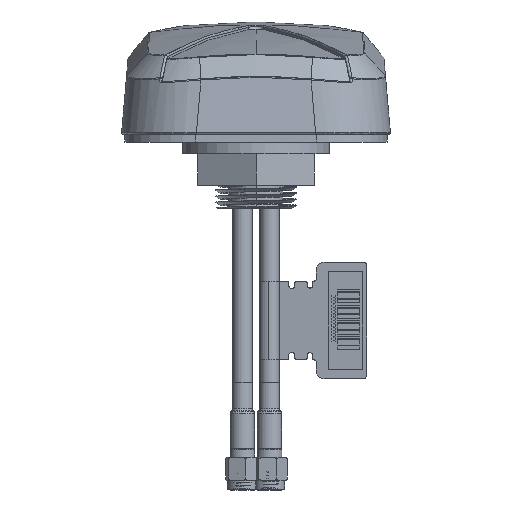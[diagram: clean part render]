
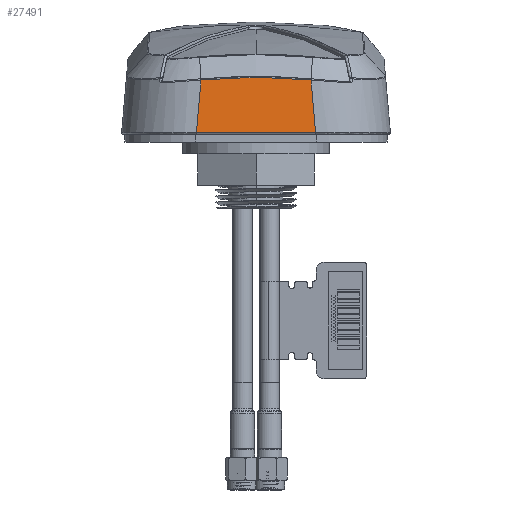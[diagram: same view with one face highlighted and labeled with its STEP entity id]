
A CAD part, front view. The second image highlights one B-rep face of the part: STEP entity #27491.
In plain terms, the highlighted planar face has unit normal (0, -0.996, 0.087).
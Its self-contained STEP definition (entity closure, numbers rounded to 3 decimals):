
#827 = CARTESIAN_POINT ( 'NONE',  ( -4.734, -100.744, 11.262 ) ) ;
#1015 = VECTOR ( 'NONE', #9826, 1000. ) ;
#1254 = CARTESIAN_POINT ( 'NONE',  ( 13.121, -100.793, 10.714 ) ) ;
#1387 = CARTESIAN_POINT ( 'NONE',  ( -13.112, -100.792, 10.714 ) ) ;
#3690 = CARTESIAN_POINT ( 'NONE',  ( -15.297, -101.975, -2.806 ) ) ;
#3820 = DIRECTION ( 'NONE',  ( 0.087, 0.087, 0.992 ) ) ;
#3957 = EDGE_CURVE ( 'NONE', #20899, #19542, #10595, .T. ) ;
#4012 = CARTESIAN_POINT ( 'NONE',  ( 13.084, -100.792, 10.717 ) ) ;
#4438 = CARTESIAN_POINT ( 'NONE',  ( -9.462, -100.767, 11.011 ) ) ;
#4579 = CARTESIAN_POINT ( 'NONE',  ( -12.928, -100.791, 10.731 ) ) ;
#7382 = CARTESIAN_POINT ( 'NONE',  ( 13.094, -100.792, 10.716 ) ) ;
#7520 = CARTESIAN_POINT ( 'NONE',  ( 13.812, -100.798, 10.65 ) ) ;
#7581 = LINE ( 'NONE', #3690, #20528 ) ;
#7664 = CARTESIAN_POINT ( 'NONE',  ( -13.37, -100.795, 10.691 ) ) ;
#8346 = CARTESIAN_POINT ( 'NONE',  ( -13.885, -100.799, 10.643 ) ) ;
#9185 = CARTESIAN_POINT ( 'NONE',  ( -14.122, -100.801, 10.62 ) ) ;
#9826 = DIRECTION ( 'NONE',  ( 0.087, -0.087, -0.992 ) ) ;
#10320 = CARTESIAN_POINT ( 'NONE',  ( 13.259, -100.794, 10.701 ) ) ;
#10459 = CARTESIAN_POINT ( 'NONE',  ( -13.001, -100.792, 10.725 ) ) ;
#10491 = CARTESIAN_POINT ( 'NONE',  ( -13.591, -100.796, 10.67 ) ) ;
#10595 = B_SPLINE_CURVE_WITH_KNOTS ( 'NONE', 3,
 ( #9185, #34587, #31396, #12382, #15570, #8346, #34057, #34444, #10491, #39058, #7664, #19911, #32973, #36285, #26555, #1387, #26412, #10459, #4579, #23648, #35720, #13523, #20324, #4438, #20469, #827, #16695, #10747, #13668, #39031, #17261, #26835, #32825, #29620, #32540, #39459, #13940, #4012, #7382, #29318, #1254, #29890, #23220, #10610, #10320, #36141, #16827, #13803, #23086, #7520, #23359, #20051, #10883, #26270, #17119, #38898 ),
 .UNSPECIFIED., .F., .F.,
 ( 4, 2, 2, 2, 2, 2, 2, 2, 2, 2, 2, 2, 2, 2, 2, 2, 2, 2, 2, 2, 2, 2, 2, 2, 2, 2, 2, 4 ),
 ( 0., 0.003, 0.005, 0.013, 0.021, 0.028, 0.032, 0.034, 0.036, 0.044, 0.06, 0.123, 0.249, 0.5, 0.751, 0.877, 0.94, 0.956, 0.964, 0.965, 0.966, 0.968, 0.972, 0.979, 0.987, 0.995, 0.997, 1. ),
 .UNSPECIFIED. ) ;
#10610 = CARTESIAN_POINT ( 'NONE',  ( 13.222, -100.793, 10.704 ) ) ;
#10747 = CARTESIAN_POINT ( 'NONE',  ( 2.367, -100.739, 11.322 ) ) ;
#10883 = CARTESIAN_POINT ( 'NONE',  ( 13.992, -100.8, 10.632 ) ) ;
#12382 = CARTESIAN_POINT ( 'NONE',  ( -13.992, -100.8, 10.632 ) ) ;
#12482 = VERTEX_POINT ( 'NONE', #25849 ) ;
#13171 = LINE ( 'NONE', #16912, #30063 ) ;
#13523 = CARTESIAN_POINT ( 'NONE',  ( -11.822, -100.782, 10.829 ) ) ;
#13668 = CARTESIAN_POINT ( 'NONE',  ( 4.734, -100.744, 11.262 ) ) ;
#13752 = FACE_OUTER_BOUND ( 'NONE', #19767, .T. ) ;
#13803 = CARTESIAN_POINT ( 'NONE',  ( 13.591, -100.796, 10.67 ) ) ;
#13940 = CARTESIAN_POINT ( 'NONE',  ( 13.001, -100.792, 10.725 ) ) ;
#14821 = AXIS2_PLACEMENT_3D ( 'NONE', #30674, #40364, #34125 ) ;
#14954 = CARTESIAN_POINT ( 'NONE',  ( 14.122, -100.801, 10.62 ) ) ;
#15462 = ORIENTED_EDGE ( 'NONE', *, *, #26931, .F. ) ;
#15570 = CARTESIAN_POINT ( 'NONE',  ( -13.975, -100.799, 10.634 ) ) ;
#16225 = EDGE_CURVE ( 'NONE', #17964, #12482, #13171, .T. ) ;
#16679 = ORIENTED_EDGE ( 'NONE', *, *, #16225, .F. ) ;
#16695 = CARTESIAN_POINT ( 'NONE',  ( -2.367, -100.739, 11.322 ) ) ;
#16827 = CARTESIAN_POINT ( 'NONE',  ( 13.443, -100.795, 10.684 ) ) ;
#16912 = CARTESIAN_POINT ( 'NONE',  ( 0., -101.975, -2.806 ) ) ;
#17119 = CARTESIAN_POINT ( 'NONE',  ( 14.084, -100.8, 10.623 ) ) ;
#17261 = CARTESIAN_POINT ( 'NONE',  ( 9.462, -100.767, 11.011 ) ) ;
#17964 = VERTEX_POINT ( 'NONE', #40074 ) ;
#18330 = ORIENTED_EDGE ( 'NONE', *, *, #32667, .F. ) ;
#19542 = VERTEX_POINT ( 'NONE', #14954 ) ;
#19767 = EDGE_LOOP ( 'NONE', ( #18330, #16679, #15462, #27029 ) ) ;
#19911 = CARTESIAN_POINT ( 'NONE',  ( -13.259, -100.794, 10.701 ) ) ;
#20051 = CARTESIAN_POINT ( 'NONE',  ( 13.976, -100.799, 10.634 ) ) ;
#20324 = CARTESIAN_POINT ( 'NONE',  ( -11.232, -100.778, 10.877 ) ) ;
#20469 = CARTESIAN_POINT ( 'NONE',  ( -8.281, -100.76, 11.085 ) ) ;
#20528 = VECTOR ( 'NONE', #3820, 1000. ) ;
#20899 = VERTEX_POINT ( 'NONE', #36466 ) ;
#21428 = LINE ( 'NONE', #38269, #1015 ) ;
#23086 = CARTESIAN_POINT ( 'NONE',  ( 13.664, -100.797, 10.663 ) ) ;
#23168 = DIRECTION ( 'NONE',  ( -1., 0., 0. ) ) ;
#23220 = CARTESIAN_POINT ( 'NONE',  ( 13.167, -100.793, 10.709 ) ) ;
#23359 = CARTESIAN_POINT ( 'NONE',  ( 13.885, -100.799, 10.643 ) ) ;
#23648 = CARTESIAN_POINT ( 'NONE',  ( -12.707, -100.789, 10.751 ) ) ;
#25849 = CARTESIAN_POINT ( 'NONE',  ( -15.297, -101.975, -2.806 ) ) ;
#26270 = CARTESIAN_POINT ( 'NONE',  ( 14.038, -100.8, 10.628 ) ) ;
#26412 = CARTESIAN_POINT ( 'NONE',  ( -13.093, -100.792, 10.716 ) ) ;
#26555 = CARTESIAN_POINT ( 'NONE',  ( -13.149, -100.793, 10.711 ) ) ;
#26835 = CARTESIAN_POINT ( 'NONE',  ( 11.233, -100.778, 10.877 ) ) ;
#26931 = EDGE_CURVE ( 'NONE', #19542, #17964, #21428, .T. ) ;
#27029 = ORIENTED_EDGE ( 'NONE', *, *, #3957, .F. ) ;
#27491 = ADVANCED_FACE ( 'NONE', ( #13752 ), #33729, .F. ) ;
#29318 = CARTESIAN_POINT ( 'NONE',  ( 13.112, -100.792, 10.714 ) ) ;
#29620 = CARTESIAN_POINT ( 'NONE',  ( 12.559, -100.788, 10.765 ) ) ;
#29890 = CARTESIAN_POINT ( 'NONE',  ( 13.149, -100.793, 10.711 ) ) ;
#30063 = VECTOR ( 'NONE', #23168, 1000. ) ;
#30674 = CARTESIAN_POINT ( 'NONE',  ( 0., -102.039, -3.533 ) ) ;
#31396 = CARTESIAN_POINT ( 'NONE',  ( -14.038, -100.8, 10.628 ) ) ;
#32540 = CARTESIAN_POINT ( 'NONE',  ( 12.707, -100.789, 10.751 ) ) ;
#32667 = EDGE_CURVE ( 'NONE', #12482, #20899, #7581, .T. ) ;
#32825 = CARTESIAN_POINT ( 'NONE',  ( 11.823, -100.782, 10.829 ) ) ;
#32973 = CARTESIAN_POINT ( 'NONE',  ( -13.222, -100.793, 10.704 ) ) ;
#33729 = PLANE ( 'NONE',  #14821 ) ;
#34057 = CARTESIAN_POINT ( 'NONE',  ( -13.811, -100.798, 10.65 ) ) ;
#34125 = DIRECTION ( 'NONE',  ( -1., 0., 0. ) ) ;
#34444 = CARTESIAN_POINT ( 'NONE',  ( -13.664, -100.797, 10.663 ) ) ;
#34587 = CARTESIAN_POINT ( 'NONE',  ( -14.084, -100.8, 10.623 ) ) ;
#35720 = CARTESIAN_POINT ( 'NONE',  ( -12.559, -100.788, 10.765 ) ) ;
#36141 = CARTESIAN_POINT ( 'NONE',  ( 13.37, -100.795, 10.691 ) ) ;
#36285 = CARTESIAN_POINT ( 'NONE',  ( -13.167, -100.793, 10.709 ) ) ;
#36466 = CARTESIAN_POINT ( 'NONE',  ( -14.122, -100.801, 10.62 ) ) ;
#38269 = CARTESIAN_POINT ( 'NONE',  ( 15.198, -101.876, -1.672 ) ) ;
#38898 = CARTESIAN_POINT ( 'NONE',  ( 14.122, -100.801, 10.62 ) ) ;
#39031 = CARTESIAN_POINT ( 'NONE',  ( 8.281, -100.76, 11.085 ) ) ;
#39058 = CARTESIAN_POINT ( 'NONE',  ( -13.443, -100.795, 10.684 ) ) ;
#39459 = CARTESIAN_POINT ( 'NONE',  ( 12.928, -100.791, 10.731 ) ) ;
#40074 = CARTESIAN_POINT ( 'NONE',  ( 15.297, -101.975, -2.806 ) ) ;
#40364 = DIRECTION ( 'NONE',  ( 0., 0.996, -0.087 ) ) ;
